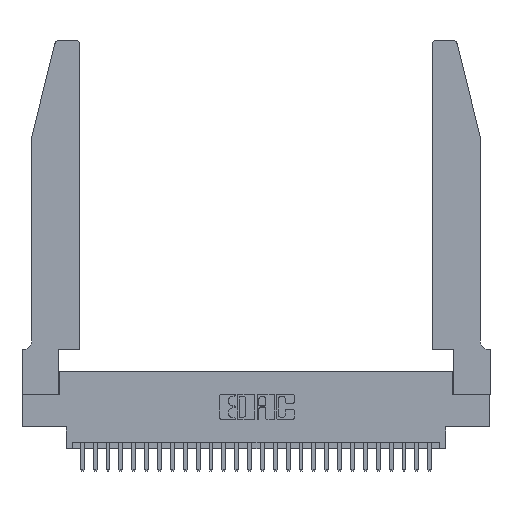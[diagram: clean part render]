
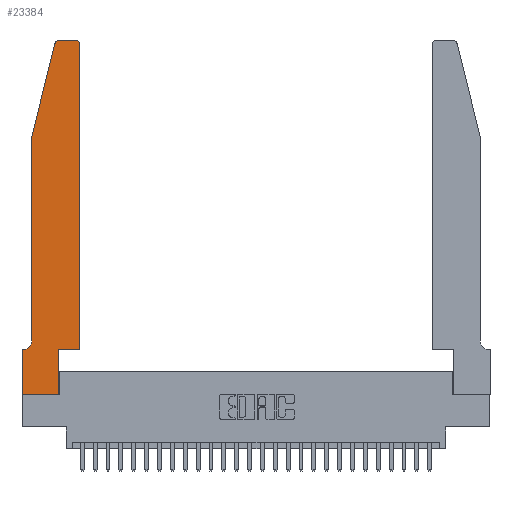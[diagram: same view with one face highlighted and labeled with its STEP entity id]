
A CAD part, top view. The second image highlights one B-rep face of the part: STEP entity #23384.
In plain terms, the highlighted planar face has unit normal (0, 0, 1).
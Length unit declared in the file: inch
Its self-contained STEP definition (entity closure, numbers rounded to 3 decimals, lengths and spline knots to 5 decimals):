
#108 = CARTESIAN_POINT ( 'NONE',  ( 0.0755, 2., 0.37 ) ) ;
#187 = DIRECTION ( 'NONE',  ( -1., 0., 0. ) ) ;
#456 = EDGE_CURVE ( 'NONE', #13058, #15455, #6073, .T. ) ;
#1049 = EDGE_LOOP ( 'NONE', ( #18733, #7353, #2396, #4946, #9146, #14418, #6290, #8808, #12942, #13032, #7912, #7827 ) ) ;
#1100 = CARTESIAN_POINT ( 'NONE',  ( 0.4205, 2.72, 0.37 ) ) ;
#1253 = CARTESIAN_POINT ( 'NONE',  ( 0., 0.35, 0.37 ) ) ;
#1870 = AXIS2_PLACEMENT_3D ( 'NONE', #23874, #10701, #26071 ) ;
#1910 = DIRECTION ( 'NONE',  ( 1., 0., 0. ) ) ;
#2301 = LINE ( 'NONE', #18213, #19480 ) ;
#2396 = ORIENTED_EDGE ( 'NONE', *, *, #14754, .T. ) ;
#3354 = VERTEX_POINT ( 'NONE', #20187 ) ;
#3393 = DIRECTION ( 'NONE',  ( 1., 0., 0. ) ) ;
#3471 = VECTOR ( 'NONE', #7349, 39.37008 ) ;
#4199 = LINE ( 'NONE', #108, #27110 ) ;
#4946 = ORIENTED_EDGE ( 'NONE', *, *, #13474, .T. ) ;
#5209 = VERTEX_POINT ( 'NONE', #21347 ) ;
#5331 = VECTOR ( 'NONE', #10858, 39.37008 ) ;
#5659 = VERTEX_POINT ( 'NONE', #24963 ) ;
#5781 = CARTESIAN_POINT ( 'NONE',  ( 0., 0., 0.37 ) ) ;
#6011 = LINE ( 'NONE', #27891, #11324 ) ;
#6073 = LINE ( 'NONE', #15793, #5331 ) ;
#6290 = ORIENTED_EDGE ( 'NONE', *, *, #456, .T. ) ;
#6678 = EDGE_CURVE ( 'NONE', #15455, #22083, #26195, .T. ) ;
#6931 = CARTESIAN_POINT ( 'NONE',  ( 0.2605, 2.75, 0.37 ) ) ;
#7349 = DIRECTION ( 'NONE',  ( 1., 0., 0. ) ) ;
#7353 = ORIENTED_EDGE ( 'NONE', *, *, #15154, .T. ) ;
#7827 = ORIENTED_EDGE ( 'NONE', *, *, #23884, .T. ) ;
#7912 = ORIENTED_EDGE ( 'NONE', *, *, #16006, .T. ) ;
#8021 = LINE ( 'NONE', #25870, #24969 ) ;
#8551 = DIRECTION ( 'NONE',  ( 0., 0., 1. ) ) ;
#8808 = ORIENTED_EDGE ( 'NONE', *, *, #6678, .T. ) ;
#9109 = CARTESIAN_POINT ( 'NONE',  ( 0.0055, 0.35, 0.37 ) ) ;
#9146 = ORIENTED_EDGE ( 'NONE', *, *, #10443, .T. ) ;
#9507 = CARTESIAN_POINT ( 'NONE',  ( 0.284, 2.72, 0.37 ) ) ;
#9766 = VECTOR ( 'NONE', #11689, 39.37008 ) ;
#10443 = EDGE_CURVE ( 'NONE', #19871, #12085, #16294, .T. ) ;
#10701 = DIRECTION ( 'NONE',  ( 0., 0., -1. ) ) ;
#10858 = DIRECTION ( 'NONE',  ( 0., -1., 0. ) ) ;
#11324 = VECTOR ( 'NONE', #16990, 39.37008 ) ;
#11689 = DIRECTION ( 'NONE',  ( -1., 0., 0. ) ) ;
#11743 = DIRECTION ( 'NONE',  ( 1., 0., 0. ) ) ;
#12085 = VERTEX_POINT ( 'NONE', #9109 ) ;
#12484 = CARTESIAN_POINT ( 'NONE',  ( 0.4205, 2.75, 0.37 ) ) ;
#12942 = ORIENTED_EDGE ( 'NONE', *, *, #25712, .T. ) ;
#13032 = ORIENTED_EDGE ( 'NONE', *, *, #24430, .T. ) ;
#13058 = VERTEX_POINT ( 'NONE', #1253 ) ;
#13062 = CARTESIAN_POINT ( 'NONE',  ( 0.4505, 0.35, 0.37 ) ) ;
#13474 = EDGE_CURVE ( 'NONE', #5659, #19871, #4199, .T. ) ;
#13704 = CARTESIAN_POINT ( 'NONE',  ( 0.2865, 0., 0.37 ) ) ;
#13728 = DIRECTION ( 'NONE',  ( 0., -1., 0. ) ) ;
#13978 = AXIS2_PLACEMENT_3D ( 'NONE', #28291, #8551, #23980 ) ;
#14106 = VERTEX_POINT ( 'NONE', #12484 ) ;
#14418 = ORIENTED_EDGE ( 'NONE', *, *, #25937, .T. ) ;
#14754 = EDGE_CURVE ( 'NONE', #21506, #5659, #6011, .T. ) ;
#15125 = CIRCLE ( 'NONE', #24301, 0.03 ) ;
#15154 = EDGE_CURVE ( 'NONE', #25572, #21506, #15125, .T. ) ;
#15307 = DIRECTION ( 'NONE',  ( 0., 1., 0. ) ) ;
#15448 = CARTESIAN_POINT ( 'NONE',  ( 0., 0., 0.37 ) ) ;
#15455 = VERTEX_POINT ( 'NONE', #5781 ) ;
#15690 = LINE ( 'NONE', #6931, #9766 ) ;
#15793 = CARTESIAN_POINT ( 'NONE',  ( 0., 0., 0.37 ) ) ;
#16006 = EDGE_CURVE ( 'NONE', #3354, #5209, #18866, .T. ) ;
#16294 = CIRCLE ( 'NONE', #1870, 0.07 ) ;
#16872 = DIRECTION ( 'NONE',  ( 0., 0., 1. ) ) ;
#16903 = FACE_OUTER_BOUND ( 'NONE', #1049, .T. ) ;
#16990 = DIRECTION ( 'NONE',  ( -0.239, -0.971, 0. ) ) ;
#17508 = VECTOR ( 'NONE', #15307, 39.37008 ) ;
#18213 = CARTESIAN_POINT ( 'NONE',  ( 0.0755, 0.35, 0.37 ) ) ;
#18733 = ORIENTED_EDGE ( 'NONE', *, *, #27057, .T. ) ;
#18866 = LINE ( 'NONE', #13062, #17508 ) ;
#19480 = VECTOR ( 'NONE', #187, 39.37008 ) ;
#19871 = VERTEX_POINT ( 'NONE', #25120 ) ;
#20187 = CARTESIAN_POINT ( 'NONE',  ( 0.4505, 0.35, 0.37 ) ) ;
#20902 = CARTESIAN_POINT ( 'NONE',  ( 0.284, 2.75, 0.37 ) ) ;
#21347 = CARTESIAN_POINT ( 'NONE',  ( 0.4505, 2.72, 0.37 ) ) ;
#21506 = VERTEX_POINT ( 'NONE', #28880 ) ;
#21771 = PLANE ( 'NONE',  #13978 ) ;
#22004 = CIRCLE ( 'NONE', #23711, 0.03 ) ;
#22083 = VERTEX_POINT ( 'NONE', #13704 ) ;
#22859 = CARTESIAN_POINT ( 'NONE',  ( 0.4505, 0.35, 0.37 ) ) ;
#23384 = ADVANCED_FACE ( 'NONE', ( #16903 ), #21771, .T. ) ;
#23711 = AXIS2_PLACEMENT_3D ( 'NONE', #1100, #16872, #3393 ) ;
#23874 = CARTESIAN_POINT ( 'NONE',  ( 0.0055, 0.42, 0.37 ) ) ;
#23884 = EDGE_CURVE ( 'NONE', #5209, #14106, #22004, .T. ) ;
#23980 = DIRECTION ( 'NONE',  ( 1., 0., 0. ) ) ;
#24301 = AXIS2_PLACEMENT_3D ( 'NONE', #9507, #24912, #11743 ) ;
#24413 = CARTESIAN_POINT ( 'NONE',  ( 0.2865, 0.35, 0.37 ) ) ;
#24430 = EDGE_CURVE ( 'NONE', #28153, #3354, #27105, .T. ) ;
#24912 = DIRECTION ( 'NONE',  ( 0., 0., 1. ) ) ;
#24963 = CARTESIAN_POINT ( 'NONE',  ( 0.0755, 2., 0.37 ) ) ;
#24969 = VECTOR ( 'NONE', #27982, 39.37008 ) ;
#25120 = CARTESIAN_POINT ( 'NONE',  ( 0.0755, 0.42, 0.37 ) ) ;
#25572 = VERTEX_POINT ( 'NONE', #20902 ) ;
#25712 = EDGE_CURVE ( 'NONE', #22083, #28153, #8021, .T. ) ;
#25870 = CARTESIAN_POINT ( 'NONE',  ( 0.2865, 0.35, 0.37 ) ) ;
#25937 = EDGE_CURVE ( 'NONE', #12085, #13058, #2301, .T. ) ;
#26071 = DIRECTION ( 'NONE',  ( -1., 0., 0. ) ) ;
#26195 = LINE ( 'NONE', #15448, #26888 ) ;
#26888 = VECTOR ( 'NONE', #1910, 39.37008 ) ;
#27057 = EDGE_CURVE ( 'NONE', #14106, #25572, #15690, .T. ) ;
#27105 = LINE ( 'NONE', #22859, #3471 ) ;
#27110 = VECTOR ( 'NONE', #13728, 39.37008 ) ;
#27891 = CARTESIAN_POINT ( 'NONE',  ( 0.0755, 2., 0.37 ) ) ;
#27982 = DIRECTION ( 'NONE',  ( 0., 1., 0. ) ) ;
#28153 = VERTEX_POINT ( 'NONE', #24413 ) ;
#28291 = CARTESIAN_POINT ( 'NONE',  ( 0., 0.35, 0.37 ) ) ;
#28880 = CARTESIAN_POINT ( 'NONE',  ( 0.25487, 2.72718, 0.37 ) ) ;
